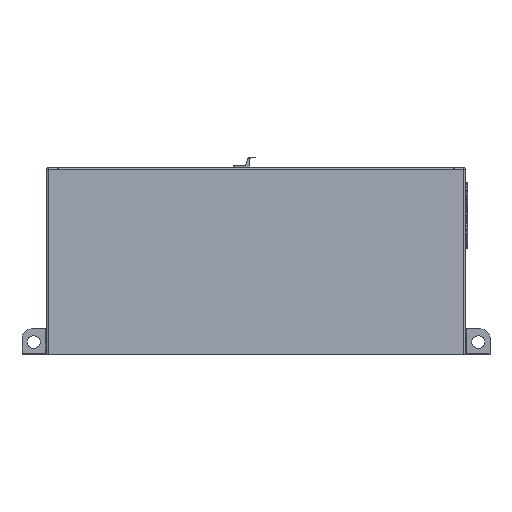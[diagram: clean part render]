
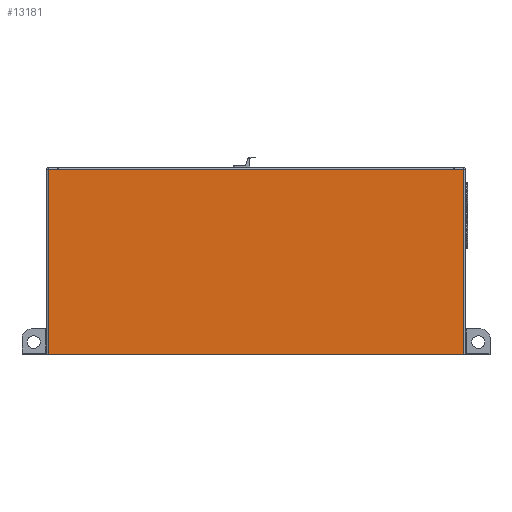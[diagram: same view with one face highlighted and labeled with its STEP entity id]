
A CAD part, left-side view. The second image highlights one B-rep face of the part: STEP entity #13181.
In plain terms, the highlighted planar face has unit normal (-1, 0, 0).
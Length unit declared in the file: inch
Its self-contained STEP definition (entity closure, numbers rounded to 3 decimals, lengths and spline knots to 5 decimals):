
#233 = ORIENTED_EDGE ( 'NONE', *, *, #51226, .T. ) ;
#977 = CARTESIAN_POINT ( 'NONE',  ( -8.365, 12.99, 5.095 ) ) ;
#1204 = EDGE_CURVE ( 'NONE', #28390, #18749, #20913, .T. ) ;
#1850 = LINE ( 'NONE', #6578, #11438 ) ;
#2539 = CARTESIAN_POINT ( 'NONE',  ( -8.365, -10.985, -5.195 ) ) ;
#3471 = CARTESIAN_POINT ( 'NONE',  ( -8.365, 12.99, -5.195 ) ) ;
#3956 = VERTEX_POINT ( 'NONE', #50294 ) ;
#4045 = EDGE_CURVE ( 'NONE', #29350, #43731, #15884, .T. ) ;
#4904 = CARTESIAN_POINT ( 'NONE',  ( -8.365, 11.005, 5.07 ) ) ;
#5129 = CARTESIAN_POINT ( 'NONE',  ( -8.365, -11.005, -5.195 ) ) ;
#6089 = CARTESIAN_POINT ( 'NONE',  ( -8.365, 11.53, 5.095 ) ) ;
#6271 = DIRECTION ( 'NONE',  ( 0., -1., 0. ) ) ;
#6578 = CARTESIAN_POINT ( 'NONE',  ( -8.365, 12.99, 5.07 ) ) ;
#6919 = VERTEX_POINT ( 'NONE', #47558 ) ;
#7527 = CARTESIAN_POINT ( 'NONE',  ( -8.365, 11.005, -5.195 ) ) ;
#7893 = LINE ( 'NONE', #38971, #28316 ) ;
#8560 = ORIENTED_EDGE ( 'NONE', *, *, #1204, .T. ) ;
#9057 = LINE ( 'NONE', #22427, #29491 ) ;
#9218 = DIRECTION ( 'NONE',  ( 0., 0., -1. ) ) ;
#10168 = LINE ( 'NONE', #2539, #31926 ) ;
#10478 = CARTESIAN_POINT ( 'NONE',  ( -8.365, -11.53, -5.195 ) ) ;
#11438 = VECTOR ( 'NONE', #31049, 39.37008 ) ;
#11699 = ORIENTED_EDGE ( 'NONE', *, *, #29146, .T. ) ;
#11836 = CARTESIAN_POINT ( 'NONE',  ( -8.365, -10.985, 5.07 ) ) ;
#12091 = EDGE_CURVE ( 'NONE', #6919, #22509, #52767, .T. ) ;
#12723 = EDGE_CURVE ( 'NONE', #29067, #28390, #48810, .T. ) ;
#13181 = ADVANCED_FACE ( 'NONE', ( #38502 ), #29238, .F. ) ;
#14567 = VERTEX_POINT ( 'NONE', #10478 ) ;
#15260 = ORIENTED_EDGE ( 'NONE', *, *, #4045, .T. ) ;
#15436 = VECTOR ( 'NONE', #9218, 39.37008 ) ;
#15576 = ORIENTED_EDGE ( 'NONE', *, *, #51751, .F. ) ;
#15884 = LINE ( 'NONE', #30420, #25486 ) ;
#16164 = VECTOR ( 'NONE', #49458, 39.37008 ) ;
#18749 = VERTEX_POINT ( 'NONE', #29071 ) ;
#18990 = ORIENTED_EDGE ( 'NONE', *, *, #21681, .T. ) ;
#20464 = CARTESIAN_POINT ( 'NONE',  ( -8.365, -11.005, 5.095 ) ) ;
#20913 = LINE ( 'NONE', #37679, #41387 ) ;
#21218 = CARTESIAN_POINT ( 'NONE',  ( -8.365, 12.99, -5.195 ) ) ;
#21426 = VECTOR ( 'NONE', #29507, 39.37008 ) ;
#21681 = EDGE_CURVE ( 'NONE', #22957, #32246, #10168, .T. ) ;
#21811 = EDGE_CURVE ( 'NONE', #30424, #29067, #42151, .T. ) ;
#22427 = CARTESIAN_POINT ( 'NONE',  ( -8.365, 12.99, 5.095 ) ) ;
#22509 = VERTEX_POINT ( 'NONE', #20464 ) ;
#22957 = VERTEX_POINT ( 'NONE', #11836 ) ;
#23061 = ORIENTED_EDGE ( 'NONE', *, *, #12723, .T. ) ;
#23708 = EDGE_CURVE ( 'NONE', #22957, #3956, #7893, .T. ) ;
#25197 = ORIENTED_EDGE ( 'NONE', *, *, #50912, .T. ) ;
#25309 = DIRECTION ( 'NONE',  ( 0., 0., -1. ) ) ;
#25486 = VECTOR ( 'NONE', #26311, 39.37008 ) ;
#26311 = DIRECTION ( 'NONE',  ( 0., 0., -1. ) ) ;
#27086 = VECTOR ( 'NONE', #53024, 39.37008 ) ;
#27881 = DIRECTION ( 'NONE',  ( 0., 0., 1. ) ) ;
#28316 = VECTOR ( 'NONE', #6271, 39.37008 ) ;
#28386 = EDGE_LOOP ( 'NONE', ( #233, #11699, #39519, #25197, #40176, #18990, #46607, #15260, #15576, #38479, #23061, #8560 ) ) ;
#28390 = VERTEX_POINT ( 'NONE', #6089 ) ;
#29067 = VERTEX_POINT ( 'NONE', #52505 ) ;
#29071 = CARTESIAN_POINT ( 'NONE',  ( -8.365, 11.53, -5.195 ) ) ;
#29146 = EDGE_CURVE ( 'NONE', #14567, #6919, #39253, .T. ) ;
#29238 = PLANE ( 'NONE',  #34613 ) ;
#29350 = VERTEX_POINT ( 'NONE', #41597 ) ;
#29406 = LINE ( 'NONE', #3471, #40314 ) ;
#29491 = VECTOR ( 'NONE', #39259, 39.37008 ) ;
#29507 = DIRECTION ( 'NONE',  ( 0., 1., 0. ) ) ;
#29771 = DIRECTION ( 'NONE',  ( 0., 0., -1. ) ) ;
#29829 = DIRECTION ( 'NONE',  ( 0., 0., 1. ) ) ;
#30420 = CARTESIAN_POINT ( 'NONE',  ( -8.365, 10.985, -5.195 ) ) ;
#30424 = VERTEX_POINT ( 'NONE', #4904 ) ;
#31049 = DIRECTION ( 'NONE',  ( 0., -1., 0. ) ) ;
#31926 = VECTOR ( 'NONE', #29829, 39.37008 ) ;
#32246 = VERTEX_POINT ( 'NONE', #32308 ) ;
#32308 = CARTESIAN_POINT ( 'NONE',  ( -8.365, -10.985, 5.095 ) ) ;
#32555 = EDGE_CURVE ( 'NONE', #32246, #29350, #9057, .T. ) ;
#34613 = AXIS2_PLACEMENT_3D ( 'NONE', #21218, #49819, #25309 ) ;
#37036 = CARTESIAN_POINT ( 'NONE',  ( -8.365, 10.985, 5.07 ) ) ;
#37679 = CARTESIAN_POINT ( 'NONE',  ( -8.365, 11.53, -5.195 ) ) ;
#38479 = ORIENTED_EDGE ( 'NONE', *, *, #21811, .T. ) ;
#38502 = FACE_OUTER_BOUND ( 'NONE', #28386, .T. ) ;
#38971 = CARTESIAN_POINT ( 'NONE',  ( -8.365, 12.99, 5.07 ) ) ;
#39253 = LINE ( 'NONE', #44790, #27086 ) ;
#39259 = DIRECTION ( 'NONE',  ( 0., 1., 0. ) ) ;
#39519 = ORIENTED_EDGE ( 'NONE', *, *, #12091, .T. ) ;
#40176 = ORIENTED_EDGE ( 'NONE', *, *, #23708, .F. ) ;
#40314 = VECTOR ( 'NONE', #47990, 39.37008 ) ;
#41387 = VECTOR ( 'NONE', #29771, 39.37008 ) ;
#41597 = CARTESIAN_POINT ( 'NONE',  ( -8.365, 10.985, 5.095 ) ) ;
#42151 = LINE ( 'NONE', #7527, #51749 ) ;
#43731 = VERTEX_POINT ( 'NONE', #37036 ) ;
#44790 = CARTESIAN_POINT ( 'NONE',  ( -8.365, -11.53, 5.195 ) ) ;
#45348 = CARTESIAN_POINT ( 'NONE',  ( -8.365, 12.99, 5.095 ) ) ;
#46607 = ORIENTED_EDGE ( 'NONE', *, *, #32555, .T. ) ;
#47558 = CARTESIAN_POINT ( 'NONE',  ( -8.365, -11.53, 5.095 ) ) ;
#47990 = DIRECTION ( 'NONE',  ( 0., -1., 0. ) ) ;
#48071 = LINE ( 'NONE', #5129, #15436 ) ;
#48810 = LINE ( 'NONE', #45348, #16164 ) ;
#49458 = DIRECTION ( 'NONE',  ( 0., 1., 0. ) ) ;
#49819 = DIRECTION ( 'NONE',  ( 1., 0., 0. ) ) ;
#50294 = CARTESIAN_POINT ( 'NONE',  ( -8.365, -11.005, 5.07 ) ) ;
#50912 = EDGE_CURVE ( 'NONE', #22509, #3956, #48071, .T. ) ;
#51226 = EDGE_CURVE ( 'NONE', #18749, #14567, #29406, .T. ) ;
#51749 = VECTOR ( 'NONE', #27881, 39.37008 ) ;
#51751 = EDGE_CURVE ( 'NONE', #30424, #43731, #1850, .T. ) ;
#52505 = CARTESIAN_POINT ( 'NONE',  ( -8.365, 11.005, 5.095 ) ) ;
#52767 = LINE ( 'NONE', #977, #21426 ) ;
#53024 = DIRECTION ( 'NONE',  ( 0., 0., 1. ) ) ;
